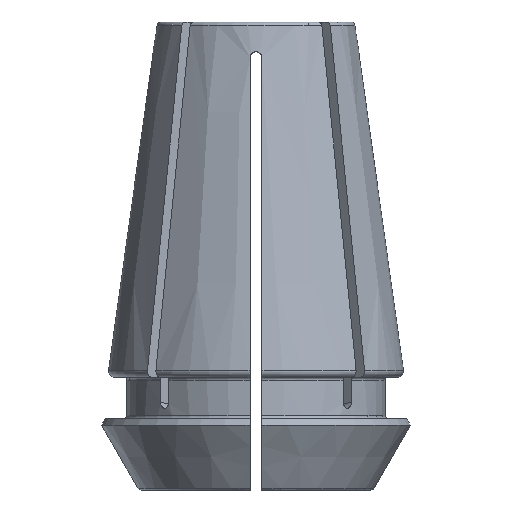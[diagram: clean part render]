
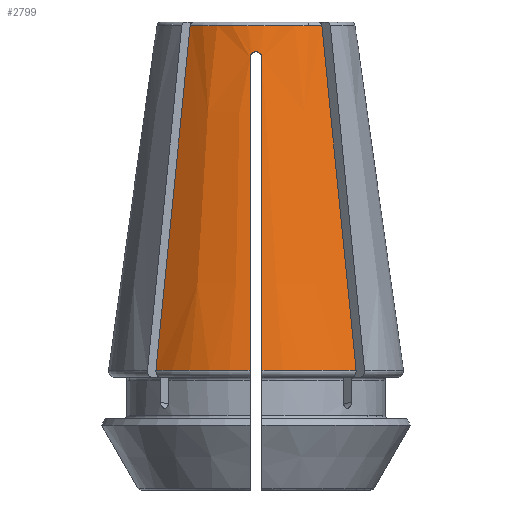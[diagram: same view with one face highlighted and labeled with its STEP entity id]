
A CAD part, front view. The second image highlights one B-rep face of the part: STEP entity #2799.
In plain terms, the highlighted conical face has half-angle 8 degrees and reference radius 6.641 mm.
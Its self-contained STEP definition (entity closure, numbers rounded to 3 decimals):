
#21=CONICAL_SURFACE('',#2985,6.641,0.14);
#160=CIRCLE('',#2978,9.936);
#165=CIRCLE('',#2986,6.677);
#166=CIRCLE('',#2987,9.936);
#730=ORIENTED_EDGE('',*,*,#1624,.T.);
#731=ORIENTED_EDGE('',*,*,#1637,.T.);
#732=ORIENTED_EDGE('',*,*,#1638,.F.);
#733=ORIENTED_EDGE('',*,*,#1639,.T.);
#734=ORIENTED_EDGE('',*,*,#1640,.T.);
#735=ORIENTED_EDGE('',*,*,#1641,.F.);
#736=ORIENTED_EDGE('',*,*,#1642,.T.);
#737=ORIENTED_EDGE('',*,*,#1643,.T.);
#1624=EDGE_CURVE('',#2077,#2076,#160,.T.);
#1637=EDGE_CURVE('',#2076,#2088,#2352,.T.);
#1638=EDGE_CURVE('',#2089,#2088,#165,.T.);
#1639=EDGE_CURVE('',#2089,#2090,#2353,.T.);
#1640=EDGE_CURVE('',#2090,#2091,#166,.T.);
#1641=EDGE_CURVE('',#2092,#2091,#2354,.T.);
#1642=EDGE_CURVE('',#2092,#2093,#2355,.T.);
#1643=EDGE_CURVE('',#2093,#2077,#2356,.T.);
#2076=VERTEX_POINT('',#4181);
#2077=VERTEX_POINT('',#4183);
#2088=VERTEX_POINT('',#4223);
#2089=VERTEX_POINT('',#4225);
#2090=VERTEX_POINT('',#4233);
#2091=VERTEX_POINT('',#4235);
#2092=VERTEX_POINT('',#4246);
#2093=VERTEX_POINT('',#4254);
#2352=B_SPLINE_CURVE_WITH_KNOTS('',3,(#4216,#4217,#4218,#4219,#4220,#4221,
#4222),.UNSPECIFIED.,.F.,.F.,(4,3,4),(0.,0.017,
0.023),.UNSPECIFIED.);
#2353=B_SPLINE_CURVE_WITH_KNOTS('',3,(#4226,#4227,#4228,#4229,#4230,#4231,
#4232),.UNSPECIFIED.,.F.,.F.,(4,3,4),(0.,0.012,
0.023),.UNSPECIFIED.);
#2354=B_SPLINE_CURVE_WITH_KNOTS('',3,(#4236,#4237,#4238,#4239,#4240,#4241,
#4242,#4243,#4244,#4245),.UNSPECIFIED.,.F.,.F.,(4,3,3,4),(0.01,
0.013,0.026,0.032),.UNSPECIFIED.);
#2355=B_SPLINE_CURVE_WITH_KNOTS('',3,(#4247,#4248,#4249,#4250,#4251,#4252,
#4253),.UNSPECIFIED.,.F.,.F.,(4,1,1,1,4),(0.,0.,
0.001,0.001,0.001),
 .UNSPECIFIED.);
#2356=B_SPLINE_CURVE_WITH_KNOTS('',3,(#4255,#4256,#4257,#4258,#4259,#4260,
#4261,#4262,#4263,#4264),.UNSPECIFIED.,.F.,.F.,(4,3,3,4),(0.01,
0.013,0.026,0.032),.UNSPECIFIED.);
#2467=EDGE_LOOP('',(#730,#731,#732,#733,#734,#735,#736,#737));
#2619=FACE_BOUND('',#2467,.T.);
#2799=ADVANCED_FACE('',(#2619),#21,.T.);
#2978=AXIS2_PLACEMENT_3D('',#4182,#3335,#3336);
#2985=AXIS2_PLACEMENT_3D('',#4215,#3355,#3356);
#2986=AXIS2_PLACEMENT_3D('',#4224,#3357,#3358);
#2987=AXIS2_PLACEMENT_3D('',#4234,#3359,#3360);
#3335=DIRECTION('',(0.,0.,1.));
#3336=DIRECTION('',(1.,0.,0.));
#3355=DIRECTION('',(0.,0.,-1.));
#3356=DIRECTION('',(-1.,0.,0.));
#3357=DIRECTION('',(0.,0.,1.));
#3358=DIRECTION('',(1.,0.,0.));
#3359=DIRECTION('',(0.,0.,1.));
#3360=DIRECTION('',(1.,0.,0.));
#4181=CARTESIAN_POINT('',(6.737,-7.303,3.256));
#4182=CARTESIAN_POINT('',(0.,0.,3.256));
#4183=CARTESIAN_POINT('',(0.4,-9.928,3.256));
#4215=CARTESIAN_POINT('',(0.,0.,26.7));
#4216=CARTESIAN_POINT('',(6.737,-7.303,3.256));
#4217=CARTESIAN_POINT('',(6.165,-6.73,9.014));
#4218=CARTESIAN_POINT('',(5.592,-6.157,14.772));
#4219=CARTESIAN_POINT('',(5.019,-5.584,20.53));
#4220=CARTESIAN_POINT('',(4.823,-5.388,22.5));
#4221=CARTESIAN_POINT('',(4.626,-5.192,24.471));
#4222=CARTESIAN_POINT('',(4.43,-4.996,26.442));
#4223=CARTESIAN_POINT('',(4.43,-4.996,26.442));
#4224=CARTESIAN_POINT('',(0.,0.,26.442));
#4225=CARTESIAN_POINT('',(-4.43,-4.996,26.442));
#4226=CARTESIAN_POINT('',(-4.43,-4.996,26.442));
#4227=CARTESIAN_POINT('',(-4.816,-5.381,22.572));
#4228=CARTESIAN_POINT('',(-5.201,-5.766,18.703));
#4229=CARTESIAN_POINT('',(-5.586,-6.151,14.833));
#4230=CARTESIAN_POINT('',(-5.97,-6.535,10.974));
#4231=CARTESIAN_POINT('',(-6.353,-6.919,7.115));
#4232=CARTESIAN_POINT('',(-6.737,-7.303,3.256));
#4233=CARTESIAN_POINT('',(-6.737,-7.303,3.256));
#4234=CARTESIAN_POINT('',(0.,0.,3.256));
#4235=CARTESIAN_POINT('',(-0.4,-9.928,3.256));
#4236=CARTESIAN_POINT('',(-0.4,-6.968,24.292));
#4237=CARTESIAN_POINT('',(-0.4,-7.079,23.504));
#4238=CARTESIAN_POINT('',(-0.4,-7.19,22.716));
#4239=CARTESIAN_POINT('',(-0.4,-7.301,21.928));
#4240=CARTESIAN_POINT('',(-0.4,-7.897,17.691));
#4241=CARTESIAN_POINT('',(-0.4,-8.493,13.454));
#4242=CARTESIAN_POINT('',(-0.4,-9.089,9.217));
#4243=CARTESIAN_POINT('',(-0.4,-9.369,7.23));
#4244=CARTESIAN_POINT('',(-0.4,-9.648,5.243));
#4245=CARTESIAN_POINT('',(-0.4,-9.928,3.256));
#4246=CARTESIAN_POINT('',(-0.4,-6.968,24.292));
#4247=CARTESIAN_POINT('',(-0.4,-6.968,24.292));
#4248=CARTESIAN_POINT('',(-0.4,-6.953,24.398));
#4249=CARTESIAN_POINT('',(-0.317,-6.929,24.608));
#4250=CARTESIAN_POINT('',(-0.001,-6.919,24.746));
#4251=CARTESIAN_POINT('',(0.317,-6.929,24.609));
#4252=CARTESIAN_POINT('',(0.4,-6.953,24.398));
#4253=CARTESIAN_POINT('',(0.4,-6.968,24.292));
#4254=CARTESIAN_POINT('',(0.4,-6.968,24.292));
#4255=CARTESIAN_POINT('',(0.4,-6.968,24.292));
#4256=CARTESIAN_POINT('',(0.4,-7.079,23.504));
#4257=CARTESIAN_POINT('',(0.4,-7.19,22.716));
#4258=CARTESIAN_POINT('',(0.4,-7.301,21.928));
#4259=CARTESIAN_POINT('',(0.4,-7.897,17.691));
#4260=CARTESIAN_POINT('',(0.4,-8.493,13.454));
#4261=CARTESIAN_POINT('',(0.4,-9.089,9.217));
#4262=CARTESIAN_POINT('',(0.4,-9.369,7.23));
#4263=CARTESIAN_POINT('',(0.4,-9.648,5.243));
#4264=CARTESIAN_POINT('',(0.4,-9.928,3.256));
